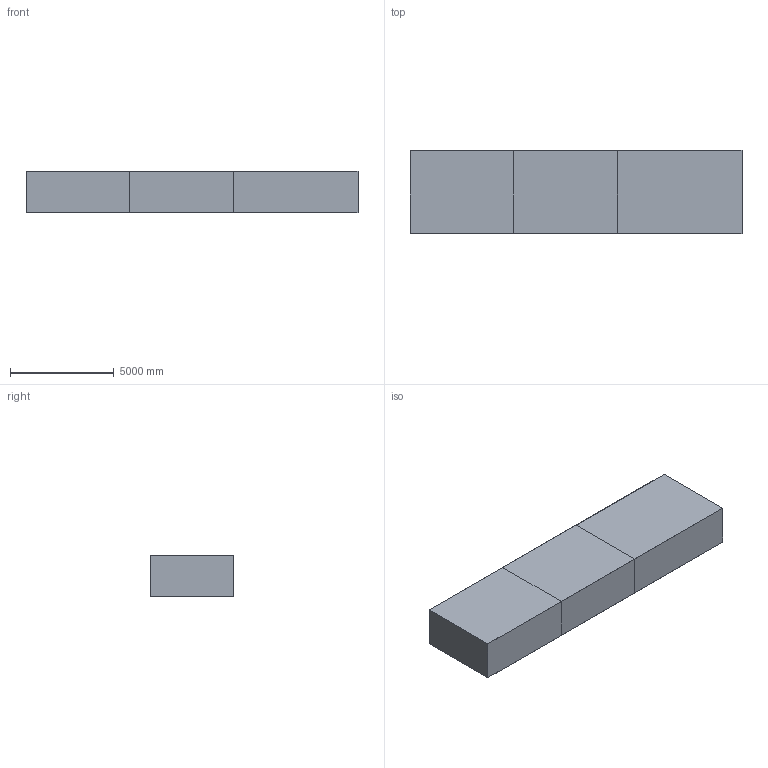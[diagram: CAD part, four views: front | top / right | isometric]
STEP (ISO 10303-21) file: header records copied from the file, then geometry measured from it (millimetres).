
FILE_DESCRIPTION(('STEP AP209 file generated by MSC.Patran'),'5.0 Build10-30-2001');
FILE_NAME('ats4_multi_states_anand.stp','Tue Feb 12 18:14:40 2002',(''),(''),'5.0 Build10-30-2001','MSC.Patran 2001R3','');
FILE_SCHEMA(('STRUCTURAL_ANALYSIS_DESIGN'));
Length unit declared in the file: metre
Products named in the file (2): PRT0001; 1
Bounding box: 16000 x 4000 x 2000 mm (x, y, z)
Surface area: 2688000011.3 mm2
Topology: 4 solids, 4 shells, 24 faces, 48 edges, 32 vertices
Faces by surface type: plane 24
Entity records: 18055 total; most frequent: VOLUME_3D_ELEMENT_VALUE_AND_LOCATION 11565, VOLUME_3D_ELEMENT_LOCATION_POINT_VARIABLE_VALUES 2310, NODAL_FREEDOM_VALUES 1578, VOLUME_3D_ELEMENT_REPRESENTATION 768, CARTESIAN_POINT 648, NODE 525, ORIENTED_EDGE 80, DIRECTION 56
